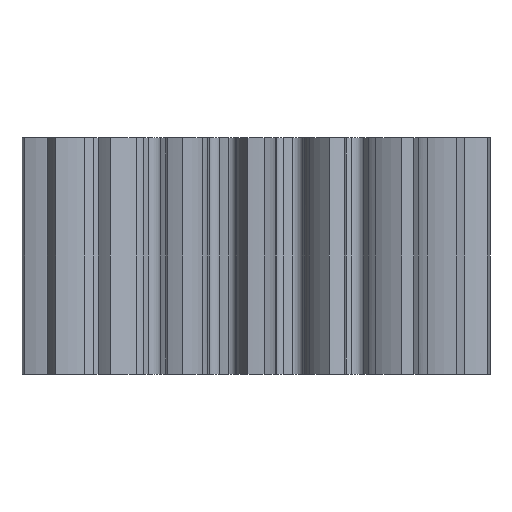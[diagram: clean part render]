
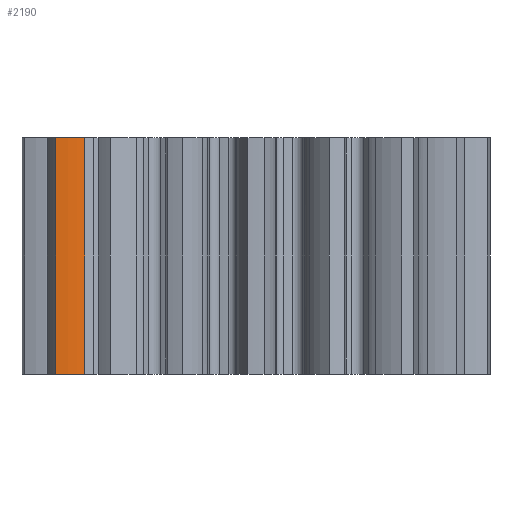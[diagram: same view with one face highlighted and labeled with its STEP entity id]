
A CAD part, left-side view. The second image highlights one B-rep face of the part: STEP entity #2190.
In plain terms, the highlighted face is a extrusion surface.
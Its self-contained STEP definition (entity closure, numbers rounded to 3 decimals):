
#2163 = VERTEX_POINT('',#2164);
#2164 = CARTESIAN_POINT('',(-7.938,12.727,15.));
#2171 = EDGE_CURVE('',#2172,#2163,#2174,.T.);
#2172 = VERTEX_POINT('',#2173);
#2173 = CARTESIAN_POINT('',(-7.938,12.727,0.));
#2174 = LINE('',#2175,#2176);
#2175 = CARTESIAN_POINT('',(-7.938,12.727,0.));
#2176 = VECTOR('',#2177,1.);
#2177 = DIRECTION('',(0.,0.,1.));
#2190 = ADVANCED_FACE('',(#2191),#2218,.F.);
#2191 = FACE_BOUND('',#2192,.F.);
#2192 = EDGE_LOOP('',(#2193,#2194,#2203,#2211));
#2193 = ORIENTED_EDGE('',*,*,#2171,.T.);
#2194 = ORIENTED_EDGE('',*,*,#2195,.T.);
#2195 = EDGE_CURVE('',#2163,#2196,#2198,.T.);
#2196 = VERTEX_POINT('',#2197);
#2197 = CARTESIAN_POINT('',(-7.691,10.877,15.));
#2198 = B_SPLINE_CURVE_WITH_KNOTS('',3,(#2199,#2200,#2201,#2202),
  .UNSPECIFIED.,.F.,.F.,(4,4),(0.,1.),.PIECEWISE_BEZIER_KNOTS.);
#2199 = CARTESIAN_POINT('',(-7.938,12.727,15.));
#2200 = CARTESIAN_POINT('',(-7.942,11.89,15.));
#2201 = CARTESIAN_POINT('',(-7.817,11.279,15.));
#2202 = CARTESIAN_POINT('',(-7.691,10.877,15.));
#2203 = ORIENTED_EDGE('',*,*,#2204,.F.);
#2204 = EDGE_CURVE('',#2205,#2196,#2207,.T.);
#2205 = VERTEX_POINT('',#2206);
#2206 = CARTESIAN_POINT('',(-7.691,10.877,0.));
#2207 = LINE('',#2208,#2209);
#2208 = CARTESIAN_POINT('',(-7.691,10.877,0.));
#2209 = VECTOR('',#2210,1.);
#2210 = DIRECTION('',(0.,0.,1.));
#2211 = ORIENTED_EDGE('',*,*,#2212,.F.);
#2212 = EDGE_CURVE('',#2172,#2205,#2213,.T.);
#2213 = B_SPLINE_CURVE_WITH_KNOTS('',3,(#2214,#2215,#2216,#2217),
  .UNSPECIFIED.,.F.,.F.,(4,4),(0.,1.),.PIECEWISE_BEZIER_KNOTS.);
#2214 = CARTESIAN_POINT('',(-7.938,12.727,0.));
#2215 = CARTESIAN_POINT('',(-7.942,11.89,0.));
#2216 = CARTESIAN_POINT('',(-7.817,11.279,0.));
#2217 = CARTESIAN_POINT('',(-7.691,10.877,0.));
#2218 = SURFACE_OF_LINEAR_EXTRUSION('',#2219,#2224);
#2219 = B_SPLINE_CURVE_WITH_KNOTS('',3,(#2220,#2221,#2222,#2223),
  .UNSPECIFIED.,.F.,.F.,(4,4),(0.,1.),.PIECEWISE_BEZIER_KNOTS.);
#2220 = CARTESIAN_POINT('',(-7.938,12.727,0.));
#2221 = CARTESIAN_POINT('',(-7.942,11.89,0.));
#2222 = CARTESIAN_POINT('',(-7.817,11.279,0.));
#2223 = CARTESIAN_POINT('',(-7.691,10.877,0.));
#2224 = VECTOR('',#2225,1.);
#2225 = DIRECTION('',(-0.,-0.,-1.));
